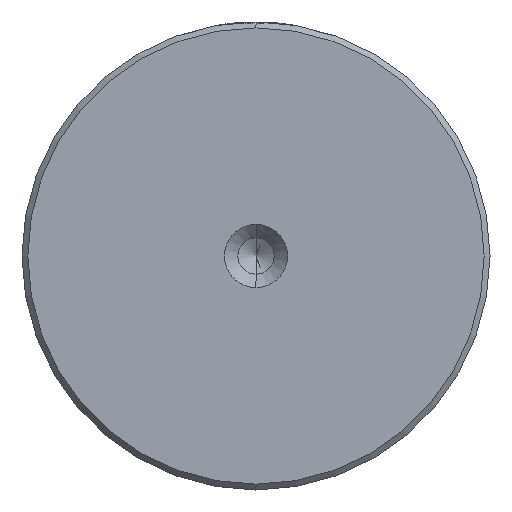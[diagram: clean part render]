
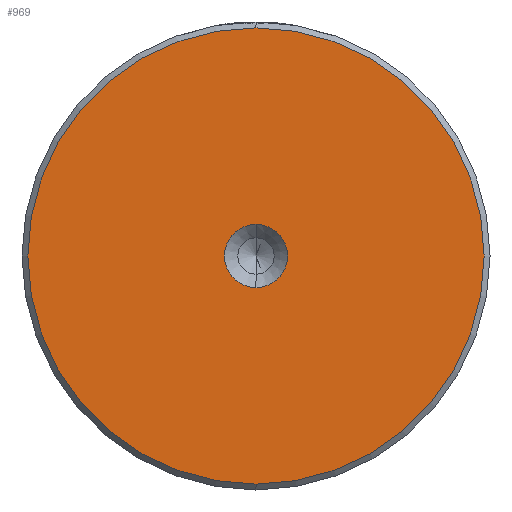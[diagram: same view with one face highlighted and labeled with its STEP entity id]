
A CAD part, left-side view. The second image highlights one B-rep face of the part: STEP entity #969.
In plain terms, the highlighted planar face has unit normal (-1, 0, 0).
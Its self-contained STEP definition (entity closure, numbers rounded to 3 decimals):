
#89 = CARTESIAN_POINT ( 'NONE',  ( 0., 0., 0. ) ) ;
#99 = FACE_BOUND ( 'NONE', #886, .T. ) ;
#296 = DIRECTION ( 'NONE',  ( 0., 0., 1. ) ) ;
#378 = EDGE_CURVE ( 'NONE', #1019, #1898, #738, .T. ) ;
#411 = CARTESIAN_POINT ( 'NONE',  ( 0., 0., 19.5 ) ) ;
#421 = ORIENTED_EDGE ( 'NONE', *, *, #378, .T. ) ;
#524 = CARTESIAN_POINT ( 'NONE',  ( 0., 0., -2.7 ) ) ;
#638 = EDGE_LOOP ( 'NONE', ( #1125, #421 ) ) ;
#646 = EDGE_CURVE ( 'NONE', #2201, #2126, #2339, .T. ) ;
#731 = DIRECTION ( 'NONE',  ( 0., 0., 1. ) ) ;
#737 = DIRECTION ( 'NONE',  ( -1., 0., 0. ) ) ;
#738 = CIRCLE ( 'NONE', #2170, 19.5 ) ;
#743 = AXIS2_PLACEMENT_3D ( 'NONE', #1321, #1149, #2431 ) ;
#811 = FACE_OUTER_BOUND ( 'NONE', #638, .T. ) ;
#882 = CARTESIAN_POINT ( 'NONE',  ( 0., 0., 0. ) ) ;
#886 = EDGE_LOOP ( 'NONE', ( #1928, #1694 ) ) ;
#915 = CARTESIAN_POINT ( 'NONE',  ( 0., 0., 0. ) ) ;
#969 = ADVANCED_FACE ( 'NONE', ( #811, #99 ), #1698, .T. ) ;
#1019 = VERTEX_POINT ( 'NONE', #411 ) ;
#1092 = CARTESIAN_POINT ( 'NONE',  ( 0., 0., -19.5 ) ) ;
#1108 = DIRECTION ( 'NONE',  ( 0., 0., 1. ) ) ;
#1125 = ORIENTED_EDGE ( 'NONE', *, *, #1655, .T. ) ;
#1149 = DIRECTION ( 'NONE',  ( -1., 0., 0. ) ) ;
#1321 = CARTESIAN_POINT ( 'NONE',  ( 0., 0., 0. ) ) ;
#1412 = AXIS2_PLACEMENT_3D ( 'NONE', #89, #1434, #296 ) ;
#1434 = DIRECTION ( 'NONE',  ( -1., 0., 0. ) ) ;
#1655 = EDGE_CURVE ( 'NONE', #1898, #1019, #1726, .T. ) ;
#1659 = CIRCLE ( 'NONE', #2223, 2.7 ) ;
#1694 = ORIENTED_EDGE ( 'NONE', *, *, #2156, .F. ) ;
#1698 = PLANE ( 'NONE',  #743 ) ;
#1704 = DIRECTION ( 'NONE',  ( 0., 0., 1. ) ) ;
#1710 = DIRECTION ( 'NONE',  ( -1., 0., 0. ) ) ;
#1718 = CARTESIAN_POINT ( 'NONE',  ( 0., 0., 0. ) ) ;
#1726 = CIRCLE ( 'NONE', #1412, 19.5 ) ;
#1898 = VERTEX_POINT ( 'NONE', #1092 ) ;
#1928 = ORIENTED_EDGE ( 'NONE', *, *, #646, .F. ) ;
#2126 = VERTEX_POINT ( 'NONE', #524 ) ;
#2156 = EDGE_CURVE ( 'NONE', #2126, #2201, #1659, .T. ) ;
#2170 = AXIS2_PLACEMENT_3D ( 'NONE', #1718, #1710, #1704 ) ;
#2201 = VERTEX_POINT ( 'NONE', #2398 ) ;
#2205 = AXIS2_PLACEMENT_3D ( 'NONE', #882, #737, #731 ) ;
#2220 = DIRECTION ( 'NONE',  ( -1., 0., 0. ) ) ;
#2223 = AXIS2_PLACEMENT_3D ( 'NONE', #915, #2220, #1108 ) ;
#2339 = CIRCLE ( 'NONE', #2205, 2.7 ) ;
#2398 = CARTESIAN_POINT ( 'NONE',  ( 0., 0., 2.7 ) ) ;
#2431 = DIRECTION ( 'NONE',  ( 0., 0., 1. ) ) ;
